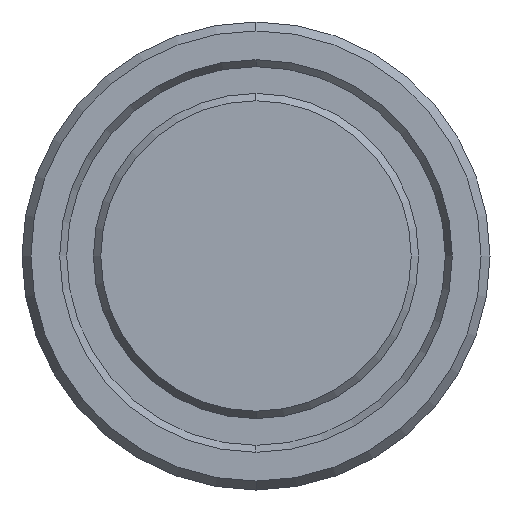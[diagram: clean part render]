
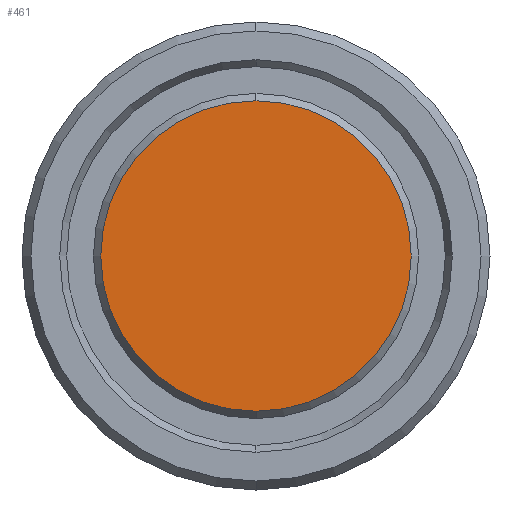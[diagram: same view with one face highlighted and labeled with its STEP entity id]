
A CAD part, left-side view. The second image highlights one B-rep face of the part: STEP entity #461.
In plain terms, the highlighted planar face has unit normal (-1, 0, 0).
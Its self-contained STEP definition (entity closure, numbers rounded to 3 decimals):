
#13 = FACE_OUTER_BOUND ( 'NONE', #591, .T. ) ;
#24 = AXIS2_PLACEMENT_3D ( 'NONE', #158, #207, #609 ) ;
#92 = CARTESIAN_POINT ( 'NONE',  ( -1.079, 0., 17.384 ) ) ;
#93 = ORIENTED_EDGE ( 'NONE', *, *, #363, .T. ) ;
#120 = CARTESIAN_POINT ( 'NONE',  ( -1.079, 0., 0. ) ) ;
#124 = ORIENTED_EDGE ( 'NONE', *, *, #314, .T. ) ;
#158 = CARTESIAN_POINT ( 'NONE',  ( -1.079, 0., 0. ) ) ;
#198 = CARTESIAN_POINT ( 'NONE',  ( -1.079, 0., 0. ) ) ;
#201 = CARTESIAN_POINT ( 'NONE',  ( -1.079, 0., -17.384 ) ) ;
#207 = DIRECTION ( 'NONE',  ( -1., 0., 0. ) ) ;
#273 = PLANE ( 'NONE',  #571 ) ;
#307 = CIRCLE ( 'NONE', #373, 17.384 ) ;
#314 = EDGE_CURVE ( 'NONE', #610, #663, #307, .T. ) ;
#339 = DIRECTION ( 'NONE',  ( 1., 0., 0. ) ) ;
#363 = EDGE_CURVE ( 'NONE', #663, #610, #602, .T. ) ;
#373 = AXIS2_PLACEMENT_3D ( 'NONE', #198, #615, #554 ) ;
#461 = ADVANCED_FACE ( 'NONE', ( #13 ), #273, .F. ) ;
#554 = DIRECTION ( 'NONE',  ( 0., 0., 1. ) ) ;
#571 = AXIS2_PLACEMENT_3D ( 'NONE', #120, #339, #639 ) ;
#591 = EDGE_LOOP ( 'NONE', ( #124, #93 ) ) ;
#602 = CIRCLE ( 'NONE', #24, 17.384 ) ;
#609 = DIRECTION ( 'NONE',  ( 0., 0., 1. ) ) ;
#610 = VERTEX_POINT ( 'NONE', #201 ) ;
#615 = DIRECTION ( 'NONE',  ( -1., 0., 0. ) ) ;
#639 = DIRECTION ( 'NONE',  ( 0., 0., -1. ) ) ;
#663 = VERTEX_POINT ( 'NONE', #92 ) ;
